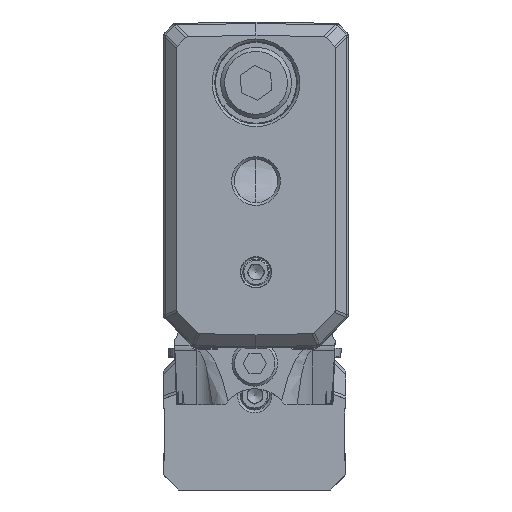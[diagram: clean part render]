
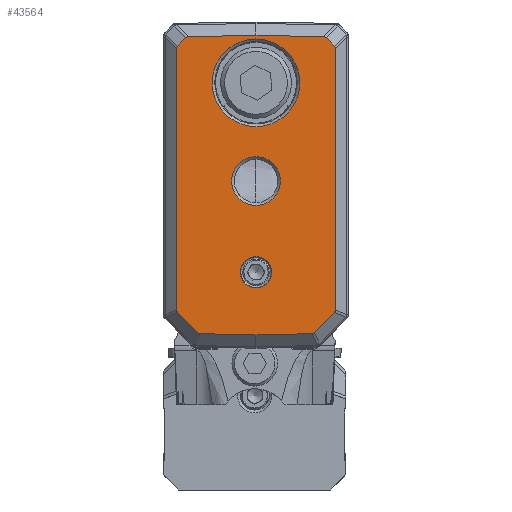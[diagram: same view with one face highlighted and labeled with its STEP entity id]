
A CAD part, front view. The second image highlights one B-rep face of the part: STEP entity #43564.
In plain terms, the highlighted planar face has unit normal (0, -1, 0).
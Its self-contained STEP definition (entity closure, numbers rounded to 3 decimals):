
#3386=ELLIPSE('',#111070,0.859,0.5);
#3387=ELLIPSE('',#111072,0.859,0.5);
#3388=ELLIPSE('',#111074,0.736,0.5);
#3389=ELLIPSE('',#111076,0.735,0.5);
#3390=ELLIPSE('',#111078,0.735,0.5);
#3391=ELLIPSE('',#111080,0.736,0.5);
#3392=ELLIPSE('',#111082,0.859,0.5);
#3393=ELLIPSE('',#111084,0.859,0.5);
#19029=PLANE('',#111180);
#27548=LINE('',#148709,#35576);
#27549=LINE('',#148711,#35577);
#27550=LINE('',#148713,#35578);
#27551=LINE('',#148715,#35579);
#27552=LINE('',#148721,#35580);
#27554=LINE('',#148725,#35582);
#27555=LINE('',#148727,#35583);
#27557=LINE('',#148731,#35585);
#27561=LINE('',#148766,#35589);
#27562=LINE('',#148767,#35590);
#35576=VECTOR('',#120857,1.);
#35577=VECTOR('',#120860,1.);
#35578=VECTOR('',#120863,1.);
#35579=VECTOR('',#120866,1.);
#35580=VECTOR('',#120875,1.);
#35582=VECTOR('',#120879,1.);
#35583=VECTOR('',#120882,1.);
#35585=VECTOR('',#120886,1.);
#35589=VECTOR('',#120926,1.);
#35590=VECTOR('',#120927,1.);
#43564=ADVANCED_FACE('',(#96047,#96048,#96049,#96050),#19029,.T.);
#49486=EDGE_LOOP('',(#57542,#57543,#57544,#57545,#57546,#57547,#57548,#57549,
#57550,#57551,#57552,#57553,#57554,#57555,#57556,#57557,#57558,#57559));
#49487=EDGE_LOOP('',(#57560));
#49488=EDGE_LOOP('',(#57561));
#49489=EDGE_LOOP('',(#57562));
#57542=ORIENTED_EDGE('',*,*,#83686,.T.);
#57543=ORIENTED_EDGE('',*,*,#83580,.T.);
#57544=ORIENTED_EDGE('',*,*,#83681,.T.);
#57545=ORIENTED_EDGE('',*,*,#83577,.T.);
#57546=ORIENTED_EDGE('',*,*,#83689,.T.);
#57547=ORIENTED_EDGE('',*,*,#83703,.T.);
#57548=ORIENTED_EDGE('',*,*,#83559,.T.);
#57549=ORIENTED_EDGE('',*,*,#83682,.T.);
#57550=ORIENTED_EDGE('',*,*,#83562,.T.);
#57551=ORIENTED_EDGE('',*,*,#83687,.T.);
#57552=ORIENTED_EDGE('',*,*,#83565,.T.);
#57553=ORIENTED_EDGE('',*,*,#83680,.T.);
#57554=ORIENTED_EDGE('',*,*,#83568,.T.);
#57555=ORIENTED_EDGE('',*,*,#83704,.T.);
#57556=ORIENTED_EDGE('',*,*,#83684,.T.);
#57557=ORIENTED_EDGE('',*,*,#83571,.T.);
#57558=ORIENTED_EDGE('',*,*,#83679,.T.);
#57559=ORIENTED_EDGE('',*,*,#83574,.T.);
#57560=ORIENTED_EDGE('',*,*,#83080,.T.);
#57561=ORIENTED_EDGE('',*,*,#83082,.T.);
#57562=ORIENTED_EDGE('',*,*,#83076,.T.);
#83076=EDGE_CURVE('',#97287,#97287,#105556,.T.);
#83080=EDGE_CURVE('',#97291,#97291,#105558,.T.);
#83082=EDGE_CURVE('',#97293,#97293,#105560,.T.);
#83559=EDGE_CURVE('',#97614,#97615,#3386,.T.);
#83562=EDGE_CURVE('',#97616,#97617,#3387,.T.);
#83565=EDGE_CURVE('',#97618,#97619,#3388,.T.);
#83568=EDGE_CURVE('',#97620,#97621,#3389,.T.);
#83571=EDGE_CURVE('',#97622,#97623,#3390,.T.);
#83574=EDGE_CURVE('',#97624,#97625,#3391,.T.);
#83577=EDGE_CURVE('',#97626,#97627,#3392,.T.);
#83580=EDGE_CURVE('',#97628,#97629,#3393,.T.);
#83679=EDGE_CURVE('',#97623,#97624,#27548,.T.);
#83680=EDGE_CURVE('',#97619,#97620,#27549,.T.);
#83681=EDGE_CURVE('',#97629,#97626,#27550,.T.);
#83682=EDGE_CURVE('',#97615,#97616,#27551,.T.);
#83684=EDGE_CURVE('',#97681,#97622,#27552,.T.);
#83686=EDGE_CURVE('',#97625,#97628,#27554,.T.);
#83687=EDGE_CURVE('',#97617,#97618,#27555,.T.);
#83689=EDGE_CURVE('',#97627,#97682,#27557,.T.);
#83703=EDGE_CURVE('',#97682,#97614,#27561,.T.);
#83704=EDGE_CURVE('',#97621,#97681,#27562,.T.);
#96047=FACE_BOUND('',#49486,.T.);
#96048=FACE_BOUND('',#49487,.T.);
#96049=FACE_BOUND('',#49488,.T.);
#96050=FACE_BOUND('',#49489,.T.);
#97287=VERTEX_POINT('',#144438);
#97291=VERTEX_POINT('',#144474);
#97293=VERTEX_POINT('',#144479);
#97614=VERTEX_POINT('',#148320);
#97615=VERTEX_POINT('',#148322);
#97616=VERTEX_POINT('',#148326);
#97617=VERTEX_POINT('',#148328);
#97618=VERTEX_POINT('',#148332);
#97619=VERTEX_POINT('',#148334);
#97620=VERTEX_POINT('',#148338);
#97621=VERTEX_POINT('',#148340);
#97622=VERTEX_POINT('',#148344);
#97623=VERTEX_POINT('',#148346);
#97624=VERTEX_POINT('',#148350);
#97625=VERTEX_POINT('',#148352);
#97626=VERTEX_POINT('',#148356);
#97627=VERTEX_POINT('',#148358);
#97628=VERTEX_POINT('',#148362);
#97629=VERTEX_POINT('',#148364);
#97681=VERTEX_POINT('',#148722);
#97682=VERTEX_POINT('',#148730);
#105556=CIRCLE('',#110802,2.4);
#105558=CIRCLE('',#110806,1.55);
#105560=CIRCLE('',#110809,4.323);
#110802=AXIS2_PLACEMENT_3D('',#144437,#119900,#119901);
#110806=AXIS2_PLACEMENT_3D('',#144473,#119908,#119909);
#110809=AXIS2_PLACEMENT_3D('',#144478,#119914,#119915);
#111070=AXIS2_PLACEMENT_3D('',#148323,#120633,#120634);
#111072=AXIS2_PLACEMENT_3D('',#148329,#120639,#120640);
#111074=AXIS2_PLACEMENT_3D('',#148335,#120645,#120646);
#111076=AXIS2_PLACEMENT_3D('',#148341,#120651,#120652);
#111078=AXIS2_PLACEMENT_3D('',#148347,#120657,#120658);
#111080=AXIS2_PLACEMENT_3D('',#148353,#120663,#120664);
#111082=AXIS2_PLACEMENT_3D('',#148359,#120669,#120670);
#111084=AXIS2_PLACEMENT_3D('',#148365,#120675,#120676);
#111180=AXIS2_PLACEMENT_3D('',#148768,#120928,#120929);
#119900=DIRECTION('',(0.,1.,0.));
#119901=DIRECTION('',(0.,0.,-1.));
#119908=DIRECTION('',(0.,1.,0.));
#119909=DIRECTION('',(0.,0.,-1.));
#119914=DIRECTION('',(0.,1.,0.));
#119915=DIRECTION('',(0.,0.,-1.));
#120633=DIRECTION('',(0.,-1.,0.));
#120634=DIRECTION('',(0.716,0.,-0.698));
#120639=DIRECTION('',(0.,-1.,0.));
#120640=DIRECTION('',(0.716,0.,-0.698));
#120645=DIRECTION('',(0.,-1.,0.));
#120646=DIRECTION('',(-0.926,0.,-0.379));
#120651=DIRECTION('',(0.,-1.,0.));
#120652=DIRECTION('',(-0.398,0.,-0.917));
#120657=DIRECTION('',(0.,-1.,0.));
#120658=DIRECTION('',(-0.398,0.,0.917));
#120663=DIRECTION('',(0.,-1.,0.));
#120664=DIRECTION('',(-0.926,0.,0.379));
#120669=DIRECTION('',(0.,-1.,0.));
#120670=DIRECTION('',(0.716,0.,0.698));
#120675=DIRECTION('',(0.,-1.,0.));
#120676=DIRECTION('',(0.716,0.,0.698));
#120857=DIRECTION('',(0.701,0.,0.713));
#120860=DIRECTION('',(0.701,0.,-0.713));
#120863=DIRECTION('',(-0.698,0.,0.716));
#120866=DIRECTION('',(-0.698,0.,-0.716));
#120875=DIRECTION('',(1.,0.,0.025));
#120879=DIRECTION('',(0.,0.,1.));
#120882=DIRECTION('',(0.,0.,-1.));
#120886=DIRECTION('',(-1.,0.,0.025));
#120926=DIRECTION('',(-1.,0.,-0.025));
#120927=DIRECTION('',(1.,0.,-0.025));
#120928=DIRECTION('',(0.,-1.,0.));
#120929=DIRECTION('',(0.,0.,-1.));
#144437=CARTESIAN_POINT('',(0.125,-28.5,-15.7));
#144438=CARTESIAN_POINT('',(0.125,-28.5,-18.1));
#144473=CARTESIAN_POINT('',(0.125,-28.5,-24.7));
#144474=CARTESIAN_POINT('',(0.125,-28.5,-26.25));
#144478=CARTESIAN_POINT('',(0.125,-28.5,-6.));
#144479=CARTESIAN_POINT('',(0.125,-28.5,-10.323));
#148320=CARTESIAN_POINT('',(-6.564,-28.5,-1.465));
#148322=CARTESIAN_POINT('',(-6.816,-28.5,-1.564));
#148323=CARTESIAN_POINT('',(-6.201,-28.5,-2.163));
#148326=CARTESIAN_POINT('',(-7.608,-28.5,-2.375));
#148328=CARTESIAN_POINT('',(-7.7,-28.5,-2.63));
#148329=CARTESIAN_POINT('',(-6.993,-28.5,-2.975));
#148332=CARTESIAN_POINT('',(-7.7,-28.5,-28.416));
#148334=CARTESIAN_POINT('',(-7.599,-28.5,-28.664));
#148335=CARTESIAN_POINT('',(-6.993,-28.5,-28.272));
#148338=CARTESIAN_POINT('',(-5.639,-28.5,-30.658));
#148340=CARTESIAN_POINT('',(-5.396,-28.5,-30.764));
#148341=CARTESIAN_POINT('',(-5.235,-28.5,-30.06));
#148344=CARTESIAN_POINT('',(5.646,-28.5,-30.764));
#148346=CARTESIAN_POINT('',(5.889,-28.5,-30.658));
#148347=CARTESIAN_POINT('',(5.485,-28.5,-30.06));
#148350=CARTESIAN_POINT('',(7.849,-28.5,-28.664));
#148352=CARTESIAN_POINT('',(7.95,-28.5,-28.416));
#148353=CARTESIAN_POINT('',(7.243,-28.5,-28.272));
#148356=CARTESIAN_POINT('',(7.066,-28.5,-1.564));
#148358=CARTESIAN_POINT('',(6.814,-28.5,-1.465));
#148359=CARTESIAN_POINT('',(6.451,-28.5,-2.163));
#148362=CARTESIAN_POINT('',(7.95,-28.5,-2.63));
#148364=CARTESIAN_POINT('',(7.858,-28.5,-2.375));
#148365=CARTESIAN_POINT('',(7.243,-28.5,-2.975));
#148709=CARTESIAN_POINT('',(-2.196,-28.5,-38.886));
#148711=CARTESIAN_POINT('',(-6.519,-28.5,-29.762));
#148713=CARTESIAN_POINT('',(14.544,-28.5,-9.227));
#148715=CARTESIAN_POINT('',(-23.195,-28.5,-18.349));
#148721=CARTESIAN_POINT('',(-9.027,-28.5,-31.126));
#148722=CARTESIAN_POINT('',(0.125,-28.5,-30.9));
#148725=CARTESIAN_POINT('',(7.95,-28.5,-32.2));
#148727=CARTESIAN_POINT('',(-7.7,-28.5,-32.2));
#148730=CARTESIAN_POINT('',(0.125,-28.5,-1.3));
#148731=CARTESIAN_POINT('',(-8.232,-28.5,-1.094));
#148766=CARTESIAN_POINT('',(-9.757,-28.5,-1.544));
#148767=CARTESIAN_POINT('',(-8.962,-28.5,-30.676));
#148768=CARTESIAN_POINT('',(-9.,-28.5,-32.2));
